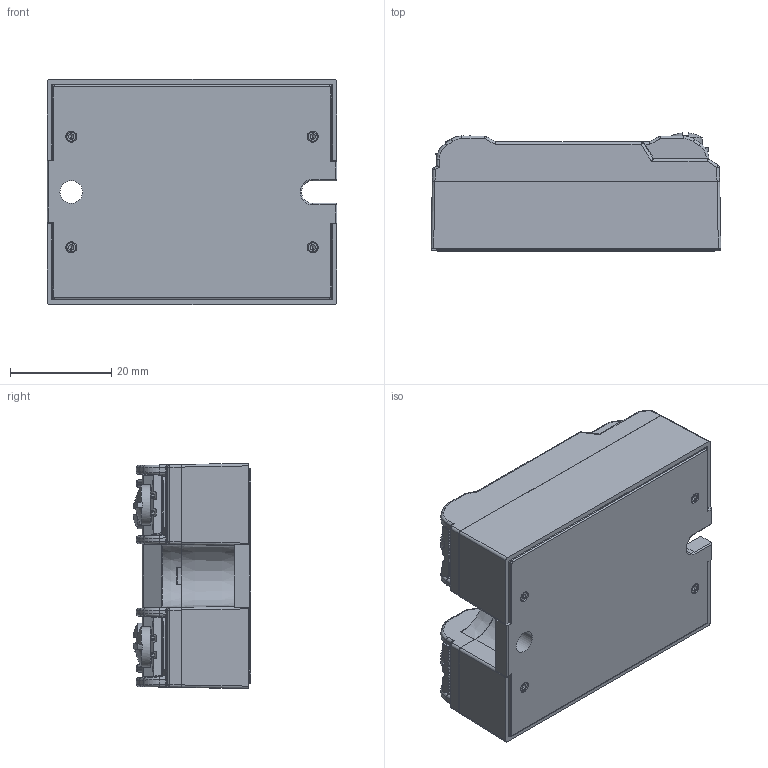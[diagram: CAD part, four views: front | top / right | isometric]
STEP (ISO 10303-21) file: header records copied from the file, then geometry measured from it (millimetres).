
FILE_DESCRIPTION (( 'STEP AP214' ), '1' );
FILE_NAME ('102301.STEP', '2013-08-13T15:05:10', ( 'cst' ), ( '' ), 'SwSTEP 2.0', 'SolidWorks 2013', '' );
FILE_SCHEMA (( 'AUTOMOTIVE_DESIGN' ));
Length unit declared in the file: inch
Products named in the file (1): 102301
Bounding box: 57.15 x 23.26 x 44.45 mm (x, y, z)
Volume: 26298 mm3; surface area: 30611 mm2
Topology: 20 solids, 20 shells, 8450 faces, 21560 edges, 13911 vertices
Faces by surface type: plane 6023, cylinder 1366, bspline 645, cone 416
Entity records: 378684 total; most frequent: CARTESIAN_POINT 71322, ORIENTED_EDGE 42928, DIRECTION 36395, EDGE_CURVE 21464, LINE 16471, VECTOR 16471, VERTEX_POINT 13911, AXIS2_PLACEMENT_3D 9962
